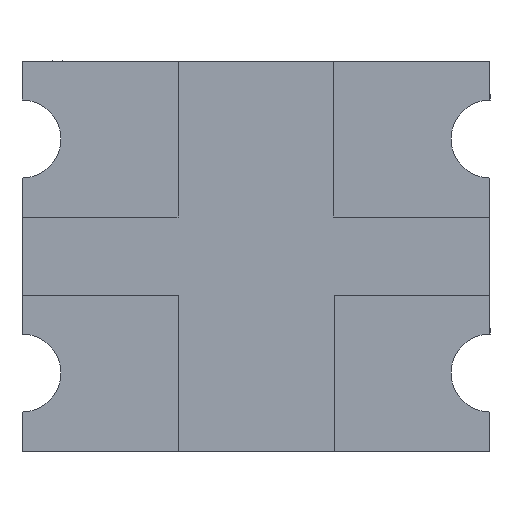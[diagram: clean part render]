
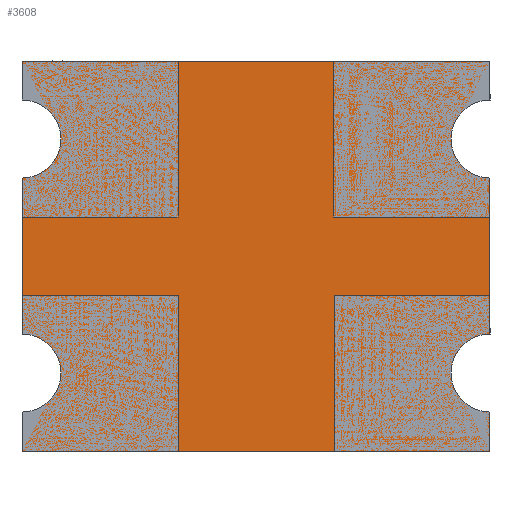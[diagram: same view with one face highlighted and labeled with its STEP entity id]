
A CAD part, front view. The second image highlights one B-rep face of the part: STEP entity #3608.
In plain terms, the highlighted planar face has unit normal (0, -1, 0).
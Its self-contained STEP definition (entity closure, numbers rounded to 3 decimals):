
#3058 = VERTEX_POINT ( 'NONE', #11407 ) ;
#3123 = EDGE_CURVE ( 'NONE', #3058, #3144, #11534, .T. ) ;
#3144 = VERTEX_POINT ( 'NONE', #11562 ) ;
#3522 = ORIENTED_EDGE ( 'NONE', *, *, #3523, .T. ) ;
#3523 = EDGE_CURVE ( 'NONE', #3524, #3525, #12710, .T. ) ;
#3524 = VERTEX_POINT ( 'NONE', #12705 ) ;
#3525 = VERTEX_POINT ( 'NONE', #12704 ) ;
#3526 = ORIENTED_EDGE ( 'NONE', *, *, #3527, .F. ) ;
#3527 = EDGE_CURVE ( 'NONE', #3528, #3525, #12703, .T. ) ;
#3528 = VERTEX_POINT ( 'NONE', #12699 ) ;
#3529 = VERTEX_POINT ( 'NONE', #12698 ) ;
#3574 = VERTEX_POINT ( 'NONE', #12822 ) ;
#3575 = ORIENTED_EDGE ( 'NONE', *, *, #3576, .F. ) ;
#3576 = EDGE_CURVE ( 'NONE', #3577, #3574, #12821, .T. ) ;
#3577 = VERTEX_POINT ( 'NONE', #12876 ) ;
#3578 = ORIENTED_EDGE ( 'NONE', *, *, #3579, .T. ) ;
#3579 = EDGE_CURVE ( 'NONE', #3577, #3580, #12875, .T. ) ;
#3580 = VERTEX_POINT ( 'NONE', #12871 ) ;
#3581 = ORIENTED_EDGE ( 'NONE', *, *, #3582, .T. ) ;
#3582 = EDGE_CURVE ( 'NONE', #3580, #3583, #12870, .T. ) ;
#3583 = VERTEX_POINT ( 'NONE', #12866 ) ;
#3584 = ORIENTED_EDGE ( 'NONE', *, *, #3585, .F. ) ;
#3585 = EDGE_CURVE ( 'NONE', #3524, #3583, #12864, .T. ) ;
#3589 = ORIENTED_EDGE ( 'NONE', *, *, #3590, .F. ) ;
#3590 = EDGE_CURVE ( 'NONE', #3529, #3528, #12900, .T. ) ;
#3591 = ORIENTED_EDGE ( 'NONE', *, *, #3592, .F. ) ;
#3592 = EDGE_CURVE ( 'NONE', #3144, #3529, #12896, .T. ) ;
#3593 = ORIENTED_EDGE ( 'NONE', *, *, #3123, .F. ) ;
#3594 = ORIENTED_EDGE ( 'NONE', *, *, #3595, .T. ) ;
#3595 = EDGE_CURVE ( 'NONE', #3058, #3596, #12892, .T. ) ;
#3596 = VERTEX_POINT ( 'NONE', #12888 ) ;
#3597 = ORIENTED_EDGE ( 'NONE', *, *, #3598, .T. ) ;
#3598 = EDGE_CURVE ( 'NONE', #3596, #3599, #12887, .T. ) ;
#3599 = VERTEX_POINT ( 'NONE', #12882 ) ;
#3600 = ORIENTED_EDGE ( 'NONE', *, *, #3601, .T. ) ;
#3601 = EDGE_CURVE ( 'NONE', #3599, #3574, #12881, .T. ) ;
#3608 = ADVANCED_FACE ( 'NONE', ( #12922 ), #12962, .F. ) ;
#3609 = EDGE_LOOP ( 'NONE', ( #3522, #3526, #3589, #3591, #3593, #3594, #3597, #3600, #3575, #3578, #3581, #3584 ) ) ;
#11407 = CARTESIAN_POINT ( 'NONE',  ( -1.5, -0.25, 1.25 ) ) ;
#11531 = DIRECTION ( 'NONE',  ( 1., 0., 0. ) ) ;
#11532 = VECTOR ( 'NONE', #11531, 1000. ) ;
#11533 = CARTESIAN_POINT ( 'NONE',  ( 0., -0.25, 1.25 ) ) ;
#11534 = LINE ( 'NONE', #11533, #11532 ) ;
#11562 = CARTESIAN_POINT ( 'NONE',  ( 1.5, -0.25, 1.25 ) ) ;
#12698 = CARTESIAN_POINT ( 'NONE',  ( 1.5, -0.25, 1. ) ) ;
#12699 = CARTESIAN_POINT ( 'NONE',  ( 1.5, -0.25, 0.5 ) ) ;
#12700 = DIRECTION ( 'NONE',  ( 0., 0., -1. ) ) ;
#12701 = VECTOR ( 'NONE', #12700, 1000. ) ;
#12702 = CARTESIAN_POINT ( 'NONE',  ( 1.5, -0.25, 1.25 ) ) ;
#12703 = LINE ( 'NONE', #12702, #12701 ) ;
#12704 = CARTESIAN_POINT ( 'NONE',  ( 1.5, -0.25, -0.5 ) ) ;
#12705 = CARTESIAN_POINT ( 'NONE',  ( 1.5, -0.25, -1. ) ) ;
#12706 = DIRECTION ( 'NONE',  ( 0., 0., 1. ) ) ;
#12707 = DIRECTION ( 'NONE',  ( 0., 1., 0. ) ) ;
#12708 = CARTESIAN_POINT ( 'NONE',  ( 1.5, -0.25, -0.75 ) ) ;
#12709 = AXIS2_PLACEMENT_3D ( 'NONE', #12708, #12707, #12706 ) ;
#12710 = CIRCLE ( 'NONE', #12709, 0.25 ) ;
#12821 = CIRCLE ( 'NONE', #12880, 0.25 ) ;
#12822 = CARTESIAN_POINT ( 'NONE',  ( -1.5, -0.25, -0.5 ) ) ;
#12861 = DIRECTION ( 'NONE',  ( 0., 0., -1. ) ) ;
#12862 = VECTOR ( 'NONE', #12861, 1000. ) ;
#12863 = CARTESIAN_POINT ( 'NONE',  ( 1.5, -0.25, 1.25 ) ) ;
#12864 = LINE ( 'NONE', #12863, #12862 ) ;
#12866 = CARTESIAN_POINT ( 'NONE',  ( 1.5, -0.25, -1.25 ) ) ;
#12867 = DIRECTION ( 'NONE',  ( 1., 0., 0. ) ) ;
#12868 = VECTOR ( 'NONE', #12867, 1000. ) ;
#12869 = CARTESIAN_POINT ( 'NONE',  ( 0., -0.25, -1.25 ) ) ;
#12870 = LINE ( 'NONE', #12869, #12868 ) ;
#12871 = CARTESIAN_POINT ( 'NONE',  ( -1.5, -0.25, -1.25 ) ) ;
#12872 = DIRECTION ( 'NONE',  ( 0., 0., -1. ) ) ;
#12873 = VECTOR ( 'NONE', #12872, 1000. ) ;
#12874 = CARTESIAN_POINT ( 'NONE',  ( -1.5, -0.25, 1.25 ) ) ;
#12875 = LINE ( 'NONE', #12874, #12873 ) ;
#12876 = CARTESIAN_POINT ( 'NONE',  ( -1.5, -0.25, -1. ) ) ;
#12877 = DIRECTION ( 'NONE',  ( 0., 0., 1. ) ) ;
#12878 = DIRECTION ( 'NONE',  ( 0., -1., 0. ) ) ;
#12879 = CARTESIAN_POINT ( 'NONE',  ( -1.5, -0.25, -0.75 ) ) ;
#12880 = AXIS2_PLACEMENT_3D ( 'NONE', #12879, #12878, #12877 ) ;
#12881 = LINE ( 'NONE', #12936, #12935 ) ;
#12882 = CARTESIAN_POINT ( 'NONE',  ( -1.5, -0.25, 0.5 ) ) ;
#12883 = DIRECTION ( 'NONE',  ( 0., 0., 1. ) ) ;
#12884 = DIRECTION ( 'NONE',  ( 0., 1., 0. ) ) ;
#12885 = CARTESIAN_POINT ( 'NONE',  ( -1.5, -0.25, 0.75 ) ) ;
#12886 = AXIS2_PLACEMENT_3D ( 'NONE', #12885, #12884, #12883 ) ;
#12887 = CIRCLE ( 'NONE', #12886, 0.25 ) ;
#12888 = CARTESIAN_POINT ( 'NONE',  ( -1.5, -0.25, 1. ) ) ;
#12889 = DIRECTION ( 'NONE',  ( 0., 0., -1. ) ) ;
#12890 = VECTOR ( 'NONE', #12889, 1000. ) ;
#12891 = CARTESIAN_POINT ( 'NONE',  ( -1.5, -0.25, 1.25 ) ) ;
#12892 = LINE ( 'NONE', #12891, #12890 ) ;
#12893 = DIRECTION ( 'NONE',  ( 0., 0., -1. ) ) ;
#12894 = VECTOR ( 'NONE', #12893, 1000. ) ;
#12895 = CARTESIAN_POINT ( 'NONE',  ( 1.5, -0.25, 1.25 ) ) ;
#12896 = LINE ( 'NONE', #12895, #12894 ) ;
#12897 = DIRECTION ( 'NONE',  ( 0., 0., 1. ) ) ;
#12898 = DIRECTION ( 'NONE',  ( 0., -1., 0. ) ) ;
#12899 = AXIS2_PLACEMENT_3D ( 'NONE', #12905, #12898, #12897 ) ;
#12900 = CIRCLE ( 'NONE', #12899, 0.25 ) ;
#12905 = CARTESIAN_POINT ( 'NONE',  ( 1.5, -0.25, 0.75 ) ) ;
#12922 = FACE_OUTER_BOUND ( 'NONE', #3609, .T. ) ;
#12934 = DIRECTION ( 'NONE',  ( 0., 0., -1. ) ) ;
#12935 = VECTOR ( 'NONE', #12934, 1000. ) ;
#12936 = CARTESIAN_POINT ( 'NONE',  ( -1.5, -0.25, 1.25 ) ) ;
#12957 = DIRECTION ( 'NONE',  ( 0., 0., 1. ) ) ;
#12958 = DIRECTION ( 'NONE',  ( 0., 1., 0. ) ) ;
#12959 = CARTESIAN_POINT ( 'NONE',  ( 0., -0.25, 1.25 ) ) ;
#12960 = AXIS2_PLACEMENT_3D ( 'NONE', #12959, #12958, #12957 ) ;
#12962 = PLANE ( 'NONE',  #12960 ) ;
